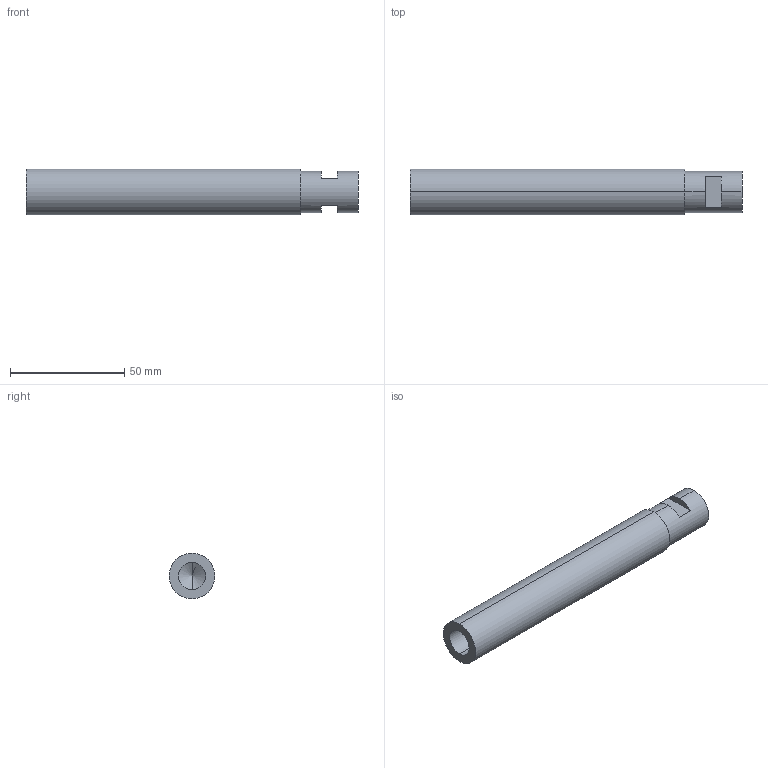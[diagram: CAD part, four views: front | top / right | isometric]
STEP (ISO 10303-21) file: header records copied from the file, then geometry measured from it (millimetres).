
FILE_DESCRIPTION (( 'STEP AP214' ), '1' );
FILE_NAME ('Front axle.STEP', '2022-05-07T18:16:02', ( '' ), ( '' ), 'SwSTEP 2.0', 'SolidWorks 2020', '' );
FILE_SCHEMA (( 'AUTOMOTIVE_DESIGN' ));
Length unit declared in the file: millimetre
Products named in the file (1): Front axle
Bounding box: 145 x 20 x 20 mm (x, y, z)
Volume: 41114.9 mm3; surface area: 10494.7 mm2
Topology: 1 solids, 1 shells, 17 faces, 40 edges, 25 vertices
Faces by surface type: plane 9, cylinder 6, cone 2
Entity records: 540 total; most frequent: DIRECTION 94, CARTESIAN_POINT 81, ORIENTED_EDGE 76, AXIS2_PLACEMENT_3D 38, EDGE_CURVE 38, VERTEX_POINT 25, CIRCLE 20, EDGE_LOOP 19
